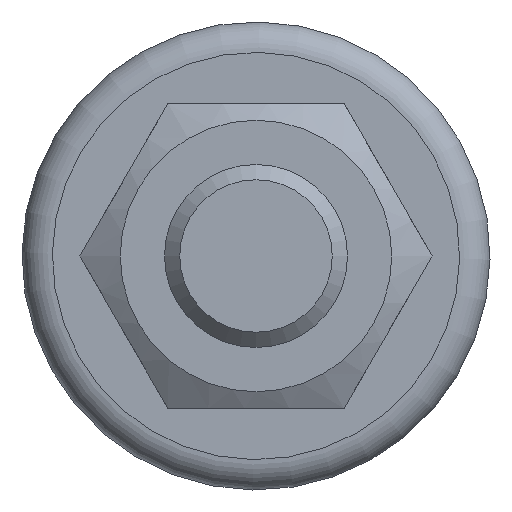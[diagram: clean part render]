
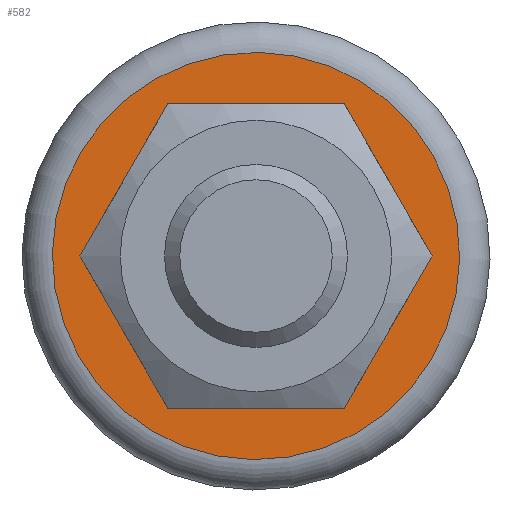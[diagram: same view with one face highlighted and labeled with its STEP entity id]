
A CAD part, front view. The second image highlights one B-rep face of the part: STEP entity #582.
In plain terms, the highlighted planar face has unit normal (0, -1, 0).
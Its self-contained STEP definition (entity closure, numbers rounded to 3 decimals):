
#104=FACE_BOUND('',#172,.T.);
#133=FACE_OUTER_BOUND('',#171,.T.);
#171=EDGE_LOOP('',(#475,#476));
#172=EDGE_LOOP('',(#477));
#196=CIRCLE('',#653,4.5);
#201=CIRCLE('',#659,6.676);
#202=CIRCLE('',#660,6.676);
#251=VERTEX_POINT('',#1004);
#256=VERTEX_POINT('',#1015);
#257=VERTEX_POINT('',#1017);
#326=EDGE_CURVE('',#251,#251,#196,.T.);
#332=EDGE_CURVE('',#256,#257,#201,.T.);
#333=EDGE_CURVE('',#257,#256,#202,.T.);
#475=ORIENTED_EDGE('',*,*,#333,.F.);
#476=ORIENTED_EDGE('',*,*,#332,.F.);
#477=ORIENTED_EDGE('',*,*,#326,.T.);
#520=PLANE('',#662);
#582=ADVANCED_FACE('',(#133,#104),#520,.T.);
#653=AXIS2_PLACEMENT_3D('',#1005,#781,#782);
#659=AXIS2_PLACEMENT_3D('',#1018,#794,#795);
#660=AXIS2_PLACEMENT_3D('',#1019,#796,#797);
#662=AXIS2_PLACEMENT_3D('',#1021,#800,#801);
#781=DIRECTION('center_axis',(0.,1.,0.));
#782=DIRECTION('ref_axis',(0.987,0.,0.158));
#794=DIRECTION('center_axis',(0.,1.,0.));
#795=DIRECTION('ref_axis',(0.987,0.,0.158));
#796=DIRECTION('center_axis',(0.,1.,0.));
#797=DIRECTION('ref_axis',(0.987,0.,0.158));
#800=DIRECTION('center_axis',(0.,-1.,0.));
#801=DIRECTION('ref_axis',(-0.158,0.,0.987));
#1004=CARTESIAN_POINT('',(-6.732,-2.444,5.713));
#1005=CARTESIAN_POINT('Origin',(-2.289,-2.444,6.426));
#1015=CARTESIAN_POINT('',(-3.347,-2.444,13.018));
#1017=CARTESIAN_POINT('',(-8.881,-2.444,5.368));
#1018=CARTESIAN_POINT('Origin',(-2.289,-2.444,6.426));
#1019=CARTESIAN_POINT('Origin',(-2.289,-2.444,6.426));
#1021=CARTESIAN_POINT('Origin',(-6.115,-2.444,5.812));
